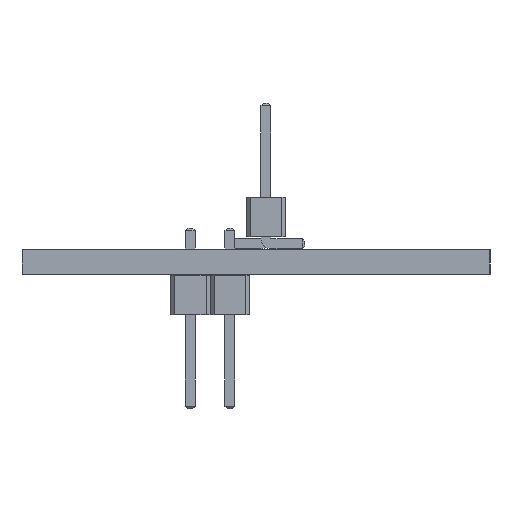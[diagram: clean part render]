
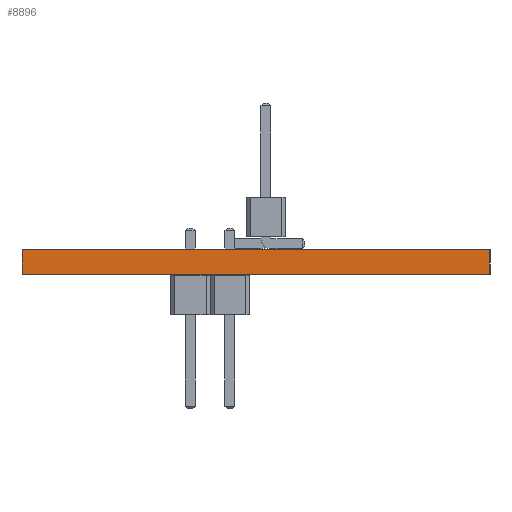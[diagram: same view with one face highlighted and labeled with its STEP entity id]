
A CAD part, left-side view. The second image highlights one B-rep face of the part: STEP entity #8896.
In plain terms, the highlighted planar face has unit normal (-1, 0, 0).
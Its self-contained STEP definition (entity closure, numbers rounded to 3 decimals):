
#8896 = ADVANCED_FACE('',(#8897),#8911,.F.);
#8897 = FACE_BOUND('',#8898,.F.);
#8898 = EDGE_LOOP('',(#8899,#8934,#8962,#8990));
#8899 = ORIENTED_EDGE('',*,*,#8900,.T.);
#8900 = EDGE_CURVE('',#8901,#8903,#8905,.T.);
#8901 = VERTEX_POINT('',#8902);
#8902 = CARTESIAN_POINT('',(144.784,-71.654,0.));
#8903 = VERTEX_POINT('',#8904);
#8904 = CARTESIAN_POINT('',(144.784,-71.654,1.6));
#8905 = SURFACE_CURVE('',#8906,(#8910,#8922),.PCURVE_S1.);
#8906 = LINE('',#8907,#8908);
#8907 = CARTESIAN_POINT('',(144.784,-71.654,0.));
#8908 = VECTOR('',#8909,1.);
#8909 = DIRECTION('',(0.,0.,1.));
#8910 = PCURVE('',#8911,#8916);
#8911 = PLANE('',#8912);
#8912 = AXIS2_PLACEMENT_3D('',#8913,#8914,#8915);
#8913 = CARTESIAN_POINT('',(144.784,-71.654,0.));
#8914 = DIRECTION('',(1.,0.,-0.));
#8915 = DIRECTION('',(0.,-1.,0.));
#8916 = DEFINITIONAL_REPRESENTATION('',(#8917),#8921);
#8917 = LINE('',#8918,#8919);
#8918 = CARTESIAN_POINT('',(0.,0.));
#8919 = VECTOR('',#8920,1.);
#8920 = DIRECTION('',(0.,-1.));
#8921 = ( GEOMETRIC_REPRESENTATION_CONTEXT(2) 
PARAMETRIC_REPRESENTATION_CONTEXT() REPRESENTATION_CONTEXT('2D SPACE',''
  ) );
#8922 = PCURVE('',#8923,#8928);
#8923 = PLANE('',#8924);
#8924 = AXIS2_PLACEMENT_3D('',#8925,#8926,#8927);
#8925 = CARTESIAN_POINT('',(195.076,-71.654,0.));
#8926 = DIRECTION('',(0.,-1.,0.));
#8927 = DIRECTION('',(-1.,0.,0.));
#8928 = DEFINITIONAL_REPRESENTATION('',(#8929),#8933);
#8929 = LINE('',#8930,#8931);
#8930 = CARTESIAN_POINT('',(50.292,0.));
#8931 = VECTOR('',#8932,1.);
#8932 = DIRECTION('',(0.,-1.));
#8933 = ( GEOMETRIC_REPRESENTATION_CONTEXT(2) 
PARAMETRIC_REPRESENTATION_CONTEXT() REPRESENTATION_CONTEXT('2D SPACE',''
  ) );
#8934 = ORIENTED_EDGE('',*,*,#8935,.T.);
#8935 = EDGE_CURVE('',#8903,#8936,#8938,.T.);
#8936 = VERTEX_POINT('',#8937);
#8937 = CARTESIAN_POINT('',(144.784,-101.626,1.6));
#8938 = SURFACE_CURVE('',#8939,(#8943,#8950),.PCURVE_S1.);
#8939 = LINE('',#8940,#8941);
#8940 = CARTESIAN_POINT('',(144.784,-71.654,1.6));
#8941 = VECTOR('',#8942,1.);
#8942 = DIRECTION('',(0.,-1.,0.));
#8943 = PCURVE('',#8911,#8944);
#8944 = DEFINITIONAL_REPRESENTATION('',(#8945),#8949);
#8945 = LINE('',#8946,#8947);
#8946 = CARTESIAN_POINT('',(0.,-1.6));
#8947 = VECTOR('',#8948,1.);
#8948 = DIRECTION('',(1.,0.));
#8949 = ( GEOMETRIC_REPRESENTATION_CONTEXT(2) 
PARAMETRIC_REPRESENTATION_CONTEXT() REPRESENTATION_CONTEXT('2D SPACE',''
  ) );
#8950 = PCURVE('',#8951,#8956);
#8951 = PLANE('',#8952);
#8952 = AXIS2_PLACEMENT_3D('',#8953,#8954,#8955);
#8953 = CARTESIAN_POINT('',(169.93,-86.64,1.6));
#8954 = DIRECTION('',(0.,0.,1.));
#8955 = DIRECTION('',(1.,0.,-0.));
#8956 = DEFINITIONAL_REPRESENTATION('',(#8957),#8961);
#8957 = LINE('',#8958,#8959);
#8958 = CARTESIAN_POINT('',(-25.146,14.986));
#8959 = VECTOR('',#8960,1.);
#8960 = DIRECTION('',(0.,-1.));
#8961 = ( GEOMETRIC_REPRESENTATION_CONTEXT(2) 
PARAMETRIC_REPRESENTATION_CONTEXT() REPRESENTATION_CONTEXT('2D SPACE',''
  ) );
#8962 = ORIENTED_EDGE('',*,*,#8963,.F.);
#8963 = EDGE_CURVE('',#8964,#8936,#8966,.T.);
#8964 = VERTEX_POINT('',#8965);
#8965 = CARTESIAN_POINT('',(144.784,-101.626,0.));
#8966 = SURFACE_CURVE('',#8967,(#8971,#8978),.PCURVE_S1.);
#8967 = LINE('',#8968,#8969);
#8968 = CARTESIAN_POINT('',(144.784,-101.626,0.));
#8969 = VECTOR('',#8970,1.);
#8970 = DIRECTION('',(0.,0.,1.));
#8971 = PCURVE('',#8911,#8972);
#8972 = DEFINITIONAL_REPRESENTATION('',(#8973),#8977);
#8973 = LINE('',#8974,#8975);
#8974 = CARTESIAN_POINT('',(29.972,0.));
#8975 = VECTOR('',#8976,1.);
#8976 = DIRECTION('',(0.,-1.));
#8977 = ( GEOMETRIC_REPRESENTATION_CONTEXT(2) 
PARAMETRIC_REPRESENTATION_CONTEXT() REPRESENTATION_CONTEXT('2D SPACE',''
  ) );
#8978 = PCURVE('',#8979,#8984);
#8979 = PLANE('',#8980);
#8980 = AXIS2_PLACEMENT_3D('',#8981,#8982,#8983);
#8981 = CARTESIAN_POINT('',(144.784,-101.626,0.));
#8982 = DIRECTION('',(0.,1.,0.));
#8983 = DIRECTION('',(1.,0.,0.));
#8984 = DEFINITIONAL_REPRESENTATION('',(#8985),#8989);
#8985 = LINE('',#8986,#8987);
#8986 = CARTESIAN_POINT('',(0.,0.));
#8987 = VECTOR('',#8988,1.);
#8988 = DIRECTION('',(0.,-1.));
#8989 = ( GEOMETRIC_REPRESENTATION_CONTEXT(2) 
PARAMETRIC_REPRESENTATION_CONTEXT() REPRESENTATION_CONTEXT('2D SPACE',''
  ) );
#8990 = ORIENTED_EDGE('',*,*,#8991,.F.);
#8991 = EDGE_CURVE('',#8901,#8964,#8992,.T.);
#8992 = SURFACE_CURVE('',#8993,(#8997,#9004),.PCURVE_S1.);
#8993 = LINE('',#8994,#8995);
#8994 = CARTESIAN_POINT('',(144.784,-71.654,0.));
#8995 = VECTOR('',#8996,1.);
#8996 = DIRECTION('',(0.,-1.,0.));
#8997 = PCURVE('',#8911,#8998);
#8998 = DEFINITIONAL_REPRESENTATION('',(#8999),#9003);
#8999 = LINE('',#9000,#9001);
#9000 = CARTESIAN_POINT('',(0.,0.));
#9001 = VECTOR('',#9002,1.);
#9002 = DIRECTION('',(1.,0.));
#9003 = ( GEOMETRIC_REPRESENTATION_CONTEXT(2) 
PARAMETRIC_REPRESENTATION_CONTEXT() REPRESENTATION_CONTEXT('2D SPACE',''
  ) );
#9004 = PCURVE('',#9005,#9010);
#9005 = PLANE('',#9006);
#9006 = AXIS2_PLACEMENT_3D('',#9007,#9008,#9009);
#9007 = CARTESIAN_POINT('',(169.93,-86.64,0.));
#9008 = DIRECTION('',(0.,0.,1.));
#9009 = DIRECTION('',(1.,0.,-0.));
#9010 = DEFINITIONAL_REPRESENTATION('',(#9011),#9015);
#9011 = LINE('',#9012,#9013);
#9012 = CARTESIAN_POINT('',(-25.146,14.986));
#9013 = VECTOR('',#9014,1.);
#9014 = DIRECTION('',(0.,-1.));
#9015 = ( GEOMETRIC_REPRESENTATION_CONTEXT(2) 
PARAMETRIC_REPRESENTATION_CONTEXT() REPRESENTATION_CONTEXT('2D SPACE',''
  ) );
